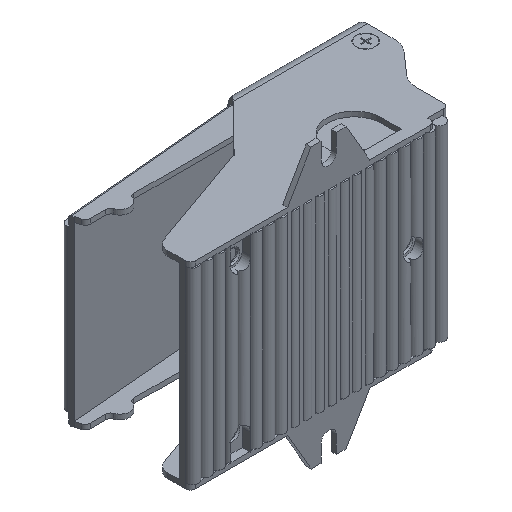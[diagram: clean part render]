
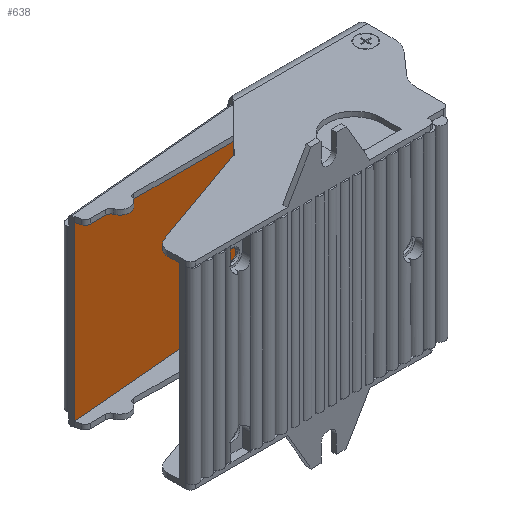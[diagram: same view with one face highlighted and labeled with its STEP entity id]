
A CAD part, isometric view. The second image highlights one B-rep face of the part: STEP entity #638.
In plain terms, the highlighted planar face has unit normal (0.087, -0.996, 0).
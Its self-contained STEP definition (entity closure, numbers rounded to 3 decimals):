
#638 = ADVANCED_FACE( '', ( #1592 ), #1593, .F. );
#1592 = FACE_OUTER_BOUND( '', #2902, .T. );
#1593 = PLANE( '', #2903 );
#2902 = EDGE_LOOP( '', ( #4769, #4770, #4771, #4772, #4773, #4774, #4775, #4776, #4777, #4778, #4779, #4780 ) );
#2903 = AXIS2_PLACEMENT_3D( '', #4781, #4782, #4783 );
#4769 = ORIENTED_EDGE( '', *, *, #8235, .F. );
#4770 = ORIENTED_EDGE( '', *, *, #8236, .T. );
#4771 = ORIENTED_EDGE( '', *, *, #8237, .T. );
#4772 = ORIENTED_EDGE( '', *, *, #8238, .F. );
#4773 = ORIENTED_EDGE( '', *, *, #8239, .T. );
#4774 = ORIENTED_EDGE( '', *, *, #7723, .F. );
#4775 = ORIENTED_EDGE( '', *, *, #7894, .T. );
#4776 = ORIENTED_EDGE( '', *, *, #8240, .F. );
#4777 = ORIENTED_EDGE( '', *, *, #8066, .F. );
#4778 = ORIENTED_EDGE( '', *, *, #8241, .T. );
#4779 = ORIENTED_EDGE( '', *, *, #8242, .F. );
#4780 = ORIENTED_EDGE( '', *, *, #8243, .T. );
#4781 = CARTESIAN_POINT( '', ( -66.79, 42.771, -36.9 ) );
#4782 = DIRECTION( '', ( -0.087, 0.996, 0. ) );
#4783 = DIRECTION( '', ( -0.996, -0.087, 0. ) );
#7723 = EDGE_CURVE( '', #9224, #9227, #9228, .T. );
#7894 = EDGE_CURVE( '', #9224, #9530, #9533, .T. );
#8066 = EDGE_CURVE( '', #9824, #9826, #9827, .T. );
#8235 = EDGE_CURVE( '', #10096, #10097, #10098, .T. );
#8236 = EDGE_CURVE( '', #10096, #10099, #10100, .T. );
#8237 = EDGE_CURVE( '', #10099, #10101, #10102, .T. );
#8238 = EDGE_CURVE( '', #10103, #10101, #10104, .T. );
#8239 = EDGE_CURVE( '', #10103, #9227, #10105, .T. );
#8240 = EDGE_CURVE( '', #9826, #9530, #10106, .T. );
#8241 = EDGE_CURVE( '', #9824, #10107, #10108, .T. );
#8242 = EDGE_CURVE( '', #10109, #10107, #10110, .T. );
#8243 = EDGE_CURVE( '', #10109, #10097, #10111, .T. );
#9224 = VERTEX_POINT( '', #11444 );
#9227 = VERTEX_POINT( '', #11448 );
#9228 = LINE( '', #11449, #11450 );
#9530 = VERTEX_POINT( '', #11867 );
#9533 = LINE( '', #11871, #11872 );
#9824 = VERTEX_POINT( '', #12330 );
#9826 = VERTEX_POINT( '', #12333 );
#9827 = LINE( '', #12334, #12335 );
#10096 = VERTEX_POINT( '', #12703 );
#10097 = VERTEX_POINT( '', #12704 );
#10098 = LINE( '', #12705, #12706 );
#10099 = VERTEX_POINT( '', #12707 );
#10100 = LINE( '', #12708, #12709 );
#10101 = VERTEX_POINT( '', #12710 );
#10102 = LINE( '', #12711, #12712 );
#10103 = VERTEX_POINT( '', #12713 );
#10104 = LINE( '', #12714, #12715 );
#10105 = LINE( '', #12716, #12717 );
#10106 = LINE( '', #12718, #12719 );
#10107 = VERTEX_POINT( '', #12720 );
#10108 = LINE( '', #12721, #12722 );
#10109 = VERTEX_POINT( '', #12723 );
#10110 = LINE( '', #12724, #12725 );
#10111 = LINE( '', #12726, #12727 );
#11444 = CARTESIAN_POINT( '', ( -64.583, 42.964, 34.9 ) );
#11448 = CARTESIAN_POINT( '', ( 5.615, 49.106, 34.9 ) );
#11449 = CARTESIAN_POINT( '', ( -66.79, 42.771, 34.9 ) );
#11450 = VECTOR( '', #14743, 1000. );
#11867 = CARTESIAN_POINT( '', ( -64.583, 42.964, 36.9 ) );
#11871 = CARTESIAN_POINT( '', ( -64.583, 42.964, 34.9 ) );
#11872 = VECTOR( '', #14932, 1000. );
#12330 = CARTESIAN_POINT( '', ( -64.932, 42.933, -36.9 ) );
#12333 = CARTESIAN_POINT( '', ( -64.932, 42.933, 36.9 ) );
#12334 = CARTESIAN_POINT( '', ( -64.932, 42.933, -36.9 ) );
#12335 = VECTOR( '', #15146, 1000. );
#12703 = CARTESIAN_POINT( '', ( 5.615, 49.106, -36.9 ) );
#12704 = CARTESIAN_POINT( '', ( 5.615, 49.106, -34.9 ) );
#12705 = CARTESIAN_POINT( '', ( 5.615, 49.106, -36.9 ) );
#12706 = VECTOR( '', #15360, 1000. );
#12707 = CARTESIAN_POINT( '', ( 8.921, 49.395, -36.9 ) );
#12708 = CARTESIAN_POINT( '', ( -66.79, 42.771, -36.9 ) );
#12709 = VECTOR( '', #15361, 1000. );
#12710 = CARTESIAN_POINT( '', ( 8.921, 49.395, 36.9 ) );
#12711 = CARTESIAN_POINT( '', ( 8.921, 49.395, -36.9 ) );
#12712 = VECTOR( '', #15362, 1000. );
#12713 = CARTESIAN_POINT( '', ( 5.615, 49.106, 36.9 ) );
#12714 = CARTESIAN_POINT( '', ( -66.79, 42.771, 36.9 ) );
#12715 = VECTOR( '', #15363, 1000. );
#12716 = CARTESIAN_POINT( '', ( 5.615, 49.106, -36.9 ) );
#12717 = VECTOR( '', #15364, 1000. );
#12718 = CARTESIAN_POINT( '', ( -66.79, 42.771, 36.9 ) );
#12719 = VECTOR( '', #15365, 1000. );
#12720 = CARTESIAN_POINT( '', ( -64.583, 42.964, -36.9 ) );
#12721 = CARTESIAN_POINT( '', ( -66.79, 42.771, -36.9 ) );
#12722 = VECTOR( '', #15366, 1000. );
#12723 = CARTESIAN_POINT( '', ( -64.583, 42.964, -34.9 ) );
#12724 = CARTESIAN_POINT( '', ( -64.583, 42.964, -34.9 ) );
#12725 = VECTOR( '', #15367, 1000. );
#12726 = CARTESIAN_POINT( '', ( -66.79, 42.771, -34.9 ) );
#12727 = VECTOR( '', #15368, 1000. );
#14743 = DIRECTION( '', ( 0.996, 0.087, 0. ) );
#14932 = DIRECTION( '', ( 0., 0., 1. ) );
#15146 = DIRECTION( '', ( 0., 0., 1. ) );
#15360 = DIRECTION( '', ( 0., 0., 1. ) );
#15361 = DIRECTION( '', ( 0.996, 0.087, 0. ) );
#15362 = DIRECTION( '', ( 0., 0., 1. ) );
#15363 = DIRECTION( '', ( 0.996, 0.087, 0. ) );
#15364 = DIRECTION( '', ( 0., 0., -1. ) );
#15365 = DIRECTION( '', ( 0.996, 0.087, 0. ) );
#15366 = DIRECTION( '', ( 0.996, 0.087, 0. ) );
#15367 = DIRECTION( '', ( 0., 0., -1. ) );
#15368 = DIRECTION( '', ( 0.996, 0.087, 0. ) );
